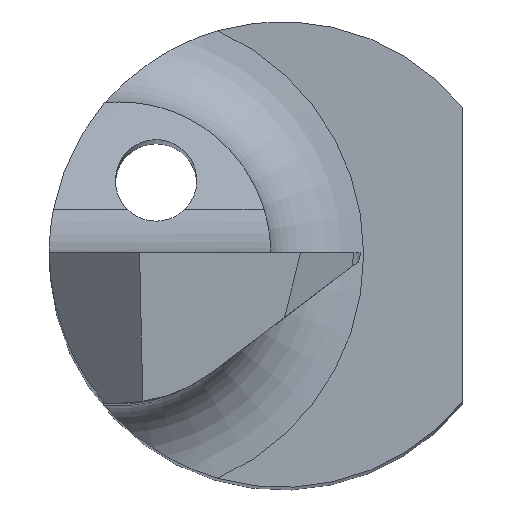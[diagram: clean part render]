
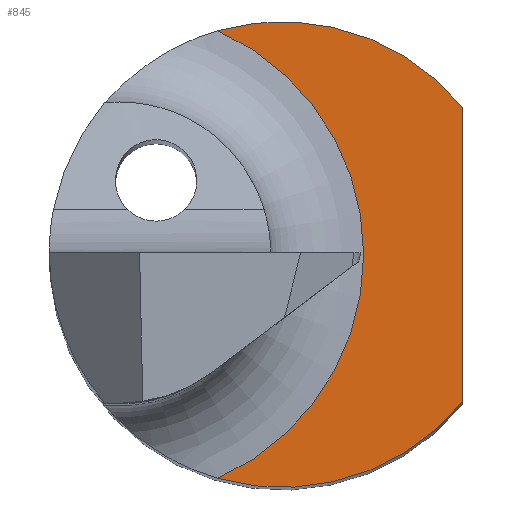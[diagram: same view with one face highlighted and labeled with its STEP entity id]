
A CAD part, top view. The second image highlights one B-rep face of the part: STEP entity #845.
In plain terms, the highlighted planar face has unit normal (0, 0, 1).
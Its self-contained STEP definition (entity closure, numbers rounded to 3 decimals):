
#26 = EDGE_CURVE ( 'NONE', #670, #668, #279, .T. ) ;
#36 = VERTEX_POINT ( 'NONE', #235 ) ;
#46 = DIRECTION ( 'NONE',  ( 1., 0., 0. ) ) ;
#58 = LINE ( 'NONE', #436, #688 ) ;
#59 = DIRECTION ( 'NONE',  ( 0., 0., 1. ) ) ;
#73 = ORIENTED_EDGE ( 'NONE', *, *, #182, .T. ) ;
#92 = DIRECTION ( 'NONE',  ( 0., 0., -1. ) ) ;
#108 = DIRECTION ( 'NONE',  ( 1., 0., 0. ) ) ;
#167 = AXIS2_PLACEMENT_3D ( 'NONE', #285, #361, #358 ) ;
#182 = EDGE_CURVE ( 'NONE', #347, #36, #58, .T. ) ;
#192 = DIRECTION ( 'NONE',  ( 0., 0., 1. ) ) ;
#235 = CARTESIAN_POINT ( 'NONE',  ( 1.55, 1.264, 14. ) ) ;
#250 = ORIENTED_EDGE ( 'NONE', *, *, #398, .T. ) ;
#256 = DIRECTION ( 'NONE',  ( 1., 0., 0. ) ) ;
#279 = CIRCLE ( 'NONE', #603, 2.1 ) ;
#285 = CARTESIAN_POINT ( 'NONE',  ( 0., 0., 14. ) ) ;
#306 = DIRECTION ( 'NONE',  ( 0., 1., 0. ) ) ;
#311 = PLANE ( 'NONE',  #323 ) ;
#323 = AXIS2_PLACEMENT_3D ( 'NONE', #655, #192, #256 ) ;
#347 = VERTEX_POINT ( 'NONE', #546 ) ;
#358 = DIRECTION ( 'NONE',  ( 1., 0., 0. ) ) ;
#361 = DIRECTION ( 'NONE',  ( 0., 0., 1. ) ) ;
#386 = FACE_OUTER_BOUND ( 'NONE', #474, .T. ) ;
#398 = EDGE_CURVE ( 'NONE', #668, #347, #450, .T. ) ;
#411 = ORIENTED_EDGE ( 'NONE', *, *, #26, .T. ) ;
#436 = CARTESIAN_POINT ( 'NONE',  ( 1.55, 1.264, 14. ) ) ;
#450 = CIRCLE ( 'NONE', #167, 2. ) ;
#474 = EDGE_LOOP ( 'NONE', ( #687, #411, #250, #73 ) ) ;
#509 = AXIS2_PLACEMENT_3D ( 'NONE', #763, #59, #46 ) ;
#546 = CARTESIAN_POINT ( 'NONE',  ( 1.55, -1.264, 14. ) ) ;
#560 = CARTESIAN_POINT ( 'NONE',  ( -1.4, 0., 14. ) ) ;
#603 = AXIS2_PLACEMENT_3D ( 'NONE', #560, #92, #108 ) ;
#635 = CARTESIAN_POINT ( 'NONE',  ( -0.554, 1.922, 14. ) ) ;
#655 = CARTESIAN_POINT ( 'NONE',  ( -0.402, -0.122, 14. ) ) ;
#668 = VERTEX_POINT ( 'NONE', #742 ) ;
#670 = VERTEX_POINT ( 'NONE', #635 ) ;
#687 = ORIENTED_EDGE ( 'NONE', *, *, #708, .T. ) ;
#688 = VECTOR ( 'NONE', #306, 1000. ) ;
#708 = EDGE_CURVE ( 'NONE', #36, #670, #787, .T. ) ;
#742 = CARTESIAN_POINT ( 'NONE',  ( -0.554, -1.922, 14. ) ) ;
#763 = CARTESIAN_POINT ( 'NONE',  ( 0., 0., 14. ) ) ;
#787 = CIRCLE ( 'NONE', #509, 2. ) ;
#845 = ADVANCED_FACE ( 'NONE', ( #386 ), #311, .T. ) ;
